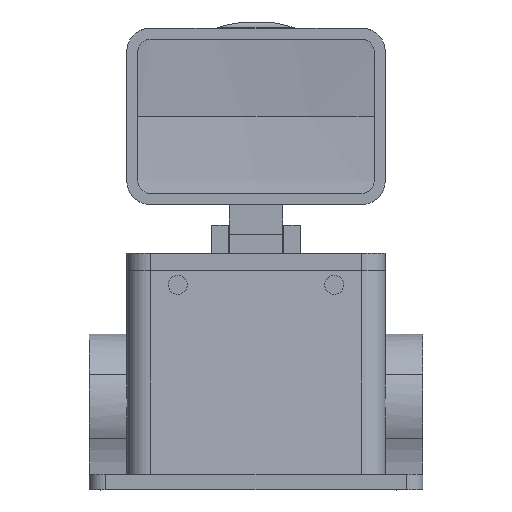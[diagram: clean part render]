
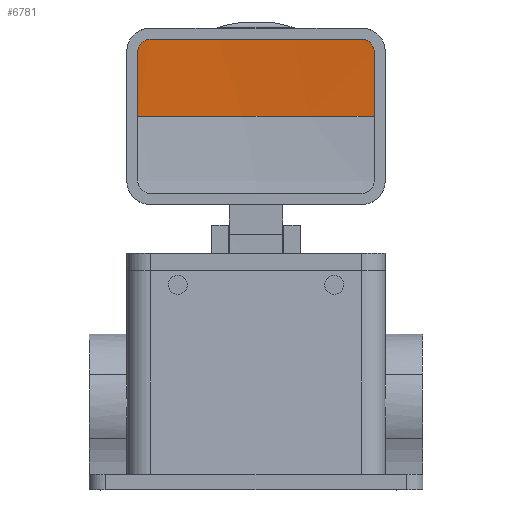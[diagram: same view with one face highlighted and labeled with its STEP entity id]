
A CAD part, left-side view. The second image highlights one B-rep face of the part: STEP entity #6781.
In plain terms, the highlighted face is a revolution surface.
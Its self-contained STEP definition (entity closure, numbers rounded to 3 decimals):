
#6327=CARTESIAN_POINT('Control Point',(83.302,41.09,143.1)) ;
#6328=CARTESIAN_POINT('Control Point',(83.398,45.853,143.1)) ;
#6329=CARTESIAN_POINT('Control Point',(83.447,50.617,143.1)) ;
#6330=CARTESIAN_POINT('Control Point',(83.447,55.383,143.1)) ;
#6331=CARTESIAN_POINT('Control Point',(83.398,60.147,143.1)) ;
#6332=CARTESIAN_POINT('Control Point',(83.302,64.91,143.1)) ;
#6333=CARTESIAN_POINT('Vertex',(83.302,41.09,143.1)) ;
#6335=CARTESIAN_POINT('Vertex',(83.302,64.91,143.1)) ;
#6339=CARTESIAN_POINT('Control Point',(82.467,19.5,143.1)) ;
#6340=CARTESIAN_POINT('Control Point',(82.714,23.814,143.1)) ;
#6341=CARTESIAN_POINT('Control Point',(82.92,28.131,143.1)) ;
#6342=CARTESIAN_POINT('Control Point',(83.087,32.45,143.1)) ;
#6343=CARTESIAN_POINT('Control Point',(83.214,36.77,143.1)) ;
#6344=CARTESIAN_POINT('Control Point',(83.302,41.09,143.1)) ;
#6345=CARTESIAN_POINT('Vertex',(82.467,19.5,143.1)) ;
#6357=CARTESIAN_POINT('Vertex',(82.467,86.5,143.1)) ;
#6361=CARTESIAN_POINT('Control Point',(83.302,64.91,143.1)) ;
#6362=CARTESIAN_POINT('Control Point',(83.214,69.23,143.1)) ;
#6363=CARTESIAN_POINT('Control Point',(83.087,73.55,143.1)) ;
#6364=CARTESIAN_POINT('Control Point',(82.92,77.869,143.1)) ;
#6365=CARTESIAN_POINT('Control Point',(82.714,82.186,143.1)) ;
#6366=CARTESIAN_POINT('Control Point',(82.467,86.5,143.1)) ;
#6385=CARTESIAN_POINT('Control Point',(82.467,19.5,143.1)) ;
#6386=CARTESIAN_POINT('Control Point',(82.422,18.715,143.1)) ;
#6387=CARTESIAN_POINT('Control Point',(82.412,17.927,142.894)) ;
#6388=CARTESIAN_POINT('Control Point',(82.439,17.226,142.483)) ;
#6389=CARTESIAN_POINT('Control Point',(82.496,16.672,141.928)) ;
#6390=CARTESIAN_POINT('Vertex',(82.496,16.672,141.928)) ;
#6411=CARTESIAN_POINT('Control Point',(82.496,16.672,141.928)) ;
#6412=CARTESIAN_POINT('Control Point',(82.553,16.114,141.371)) ;
#6413=CARTESIAN_POINT('Control Point',(82.639,15.705,140.668)) ;
#6414=CARTESIAN_POINT('Control Point',(82.744,15.5,139.883)) ;
#6415=CARTESIAN_POINT('Control Point',(82.857,15.5,139.1)) ;
#6416=CARTESIAN_POINT('Vertex',(82.857,15.5,139.1)) ;
#6444=CARTESIAN_POINT('Control Point',(82.857,15.5,139.1)) ;
#6445=CARTESIAN_POINT('Control Point',(83.441,15.5,135.028)) ;
#6446=CARTESIAN_POINT('Control Point',(83.88,15.5,130.935)) ;
#6447=CARTESIAN_POINT('Control Point',(84.173,15.5,126.828)) ;
#6448=CARTESIAN_POINT('Control Point',(84.32,15.5,122.714)) ;
#6449=CARTESIAN_POINT('Control Point',(84.32,15.5,118.6)) ;
#6450=CARTESIAN_POINT('Vertex',(84.32,15.5,118.6)) ;
#6612=CARTESIAN_POINT('Vertex',(84.32,90.5,118.6)) ;
#6616=CARTESIAN_POINT('Control Point',(84.32,90.5,118.6)) ;
#6617=CARTESIAN_POINT('Control Point',(84.32,90.5,122.714)) ;
#6618=CARTESIAN_POINT('Control Point',(84.173,90.5,126.828)) ;
#6619=CARTESIAN_POINT('Control Point',(83.88,90.5,130.935)) ;
#6620=CARTESIAN_POINT('Control Point',(83.441,90.5,135.028)) ;
#6621=CARTESIAN_POINT('Control Point',(82.857,90.5,139.1)) ;
#6622=CARTESIAN_POINT('Vertex',(82.857,90.5,139.1)) ;
#6644=CARTESIAN_POINT('Control Point',(82.857,90.5,139.1)) ;
#6645=CARTESIAN_POINT('Control Point',(82.744,90.5,139.883)) ;
#6646=CARTESIAN_POINT('Control Point',(82.639,90.295,140.668)) ;
#6647=CARTESIAN_POINT('Control Point',(82.553,89.886,141.371)) ;
#6648=CARTESIAN_POINT('Control Point',(82.496,89.328,141.928)) ;
#6649=CARTESIAN_POINT('Vertex',(82.496,89.328,141.928)) ;
#6670=CARTESIAN_POINT('Control Point',(82.496,89.328,141.928)) ;
#6671=CARTESIAN_POINT('Control Point',(82.439,88.774,142.483)) ;
#6672=CARTESIAN_POINT('Control Point',(82.412,88.073,142.894)) ;
#6673=CARTESIAN_POINT('Control Point',(82.422,87.285,143.1)) ;
#6674=CARTESIAN_POINT('Control Point',(82.467,86.5,143.1)) ;
#6755=CARTESIAN_POINT('Control Point',(84.313,90.617,118.6)) ;
#6756=CARTESIAN_POINT('Control Point',(85.893,65.609,118.6)) ;
#6757=CARTESIAN_POINT('Control Point',(85.895,40.502,118.6)) ;
#6758=CARTESIAN_POINT('Control Point',(84.32,15.494,118.6)) ;
#6759=CARTESIAN_POINT('Axis1P Location',(-60.,53.,118.6)) ;
#6764=CARTESIAN_POINT('Control Point',(84.32,90.5,118.6)) ;
#6765=CARTESIAN_POINT('Control Point',(85.893,65.533,118.6)) ;
#6766=CARTESIAN_POINT('Control Point',(85.893,40.467,118.6)) ;
#6767=CARTESIAN_POINT('Control Point',(84.32,15.5,118.6)) ;
#6760=DIRECTION('Axis1P Direction',(0.,1.,0.)) ;
#6761=AXIS1_PLACEMENT('Revolution Surface Axis1P',#6759,#6760) ;
#6770=ORIENTED_EDGE('',*,*,#6452,.F.) ;
#6771=ORIENTED_EDGE('',*,*,#6418,.F.) ;
#6772=ORIENTED_EDGE('',*,*,#6392,.F.) ;
#6773=ORIENTED_EDGE('',*,*,#6347,.T.) ;
#6774=ORIENTED_EDGE('',*,*,#6337,.T.) ;
#6775=ORIENTED_EDGE('',*,*,#6367,.T.) ;
#6776=ORIENTED_EDGE('',*,*,#6675,.F.) ;
#6777=ORIENTED_EDGE('',*,*,#6651,.F.) ;
#6778=ORIENTED_EDGE('',*,*,#6624,.F.) ;
#6779=ORIENTED_EDGE('',*,*,#6768,.T.) ;
#6781=ADVANCED_FACE('Housing',(#6780),#6762,.T.) ;
#6326=B_SPLINE_CURVE_WITH_KNOTS('',5,(#6327,#6328,#6329,#6330,#6331,#6332),.UNSPECIFIED.,.F.,.U.,(6,6),(0.,33.689),.UNSPECIFIED.) ;
#6338=B_SPLINE_CURVE_WITH_KNOTS('',5,(#6339,#6340,#6341,#6342,#6343,#6344),.UNSPECIFIED.,.F.,.U.,(6,6),(0.,30.557),.UNSPECIFIED.) ;
#6360=B_SPLINE_CURVE_WITH_KNOTS('',5,(#6361,#6362,#6363,#6364,#6365,#6366),.UNSPECIFIED.,.F.,.U.,(6,6),(0.,30.557),.UNSPECIFIED.) ;
#6384=B_SPLINE_CURVE_WITH_KNOTS('',4,(#6385,#6386,#6387,#6388,#6389),.UNSPECIFIED.,.F.,.U.,(5,5),(0.,4.569),.UNSPECIFIED.) ;
#6410=B_SPLINE_CURVE_WITH_KNOTS('',4,(#6411,#6412,#6413,#6414,#6415),.UNSPECIFIED.,.F.,.U.,(5,5),(0.,4.597),.UNSPECIFIED.) ;
#6443=B_SPLINE_CURVE_WITH_KNOTS('',5,(#6444,#6445,#6446,#6447,#6448,#6449),.UNSPECIFIED.,.F.,.U.,(6,6),(0.,29.123),.UNSPECIFIED.) ;
#6615=B_SPLINE_CURVE_WITH_KNOTS('',5,(#6616,#6617,#6618,#6619,#6620,#6621),.UNSPECIFIED.,.F.,.U.,(6,6),(29.123,58.245),.UNSPECIFIED.) ;
#6643=B_SPLINE_CURVE_WITH_KNOTS('',4,(#6644,#6645,#6646,#6647,#6648),.UNSPECIFIED.,.F.,.U.,(5,5),(0.,4.597),.UNSPECIFIED.) ;
#6669=B_SPLINE_CURVE_WITH_KNOTS('',4,(#6670,#6671,#6672,#6673,#6674),.UNSPECIFIED.,.F.,.U.,(5,5),(0.,4.569),.UNSPECIFIED.) ;
#6754=B_SPLINE_CURVE_WITH_KNOTS('',3,(#6755,#6756,#6757,#6758),.UNSPECIFIED.,.F.,.U.,(4,4),(904.615,979.837),.UNSPECIFIED.) ;
#6763=B_SPLINE_CURVE_WITH_KNOTS('',3,(#6764,#6765,#6766,#6767),.UNSPECIFIED.,.F.,.U.,(4,4),(904.732,979.831),.UNSPECIFIED.) ;
#6337=EDGE_CURVE('',#6334,#6336,#6326,.T.) ;
#6347=EDGE_CURVE('',#6346,#6334,#6338,.T.) ;
#6367=EDGE_CURVE('',#6336,#6358,#6360,.T.) ;
#6392=EDGE_CURVE('',#6346,#6391,#6384,.T.) ;
#6418=EDGE_CURVE('',#6391,#6417,#6410,.T.) ;
#6452=EDGE_CURVE('',#6417,#6451,#6443,.T.) ;
#6624=EDGE_CURVE('',#6613,#6623,#6615,.T.) ;
#6651=EDGE_CURVE('',#6623,#6650,#6643,.T.) ;
#6675=EDGE_CURVE('',#6650,#6358,#6669,.T.) ;
#6768=EDGE_CURVE('',#6613,#6451,#6763,.T.) ;
#6769=EDGE_LOOP('',(#6770,#6771,#6772,#6773,#6774,#6775,#6776,#6777,#6778,#6779)) ;
#6780=FACE_OUTER_BOUND('',#6769,.T.) ;
#6762=SURFACE_OF_REVOLUTION('Surface of Revolution',#6754,#6761) ;
#6334=VERTEX_POINT('',#6333) ;
#6336=VERTEX_POINT('',#6335) ;
#6346=VERTEX_POINT('',#6345) ;
#6358=VERTEX_POINT('',#6357) ;
#6391=VERTEX_POINT('',#6390) ;
#6417=VERTEX_POINT('',#6416) ;
#6451=VERTEX_POINT('',#6450) ;
#6613=VERTEX_POINT('',#6612) ;
#6623=VERTEX_POINT('',#6622) ;
#6650=VERTEX_POINT('',#6649) ;
